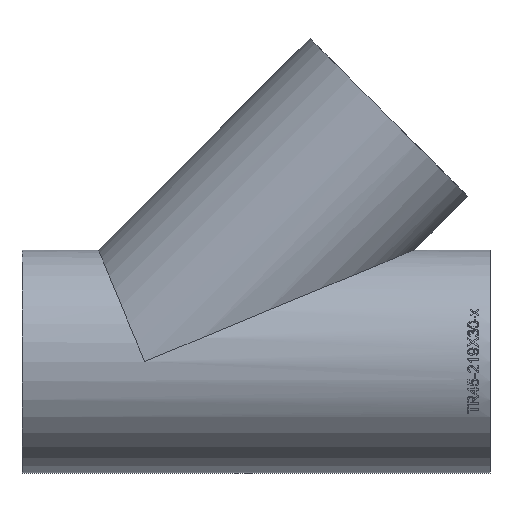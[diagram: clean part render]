
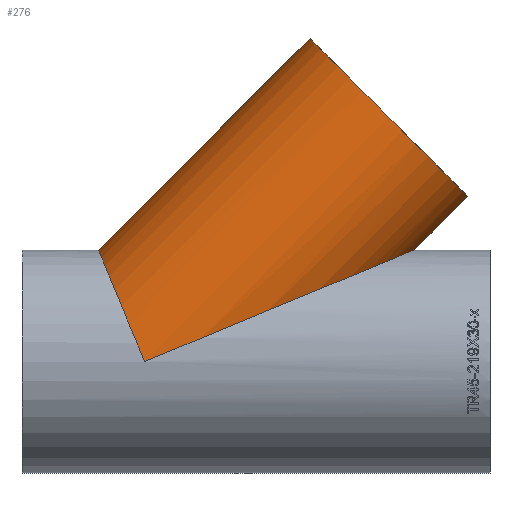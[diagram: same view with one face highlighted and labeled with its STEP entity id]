
A CAD part, top view. The second image highlights one B-rep face of the part: STEP entity #276.
In plain terms, the highlighted cylindrical face has radius 109.55 mm (diameter 219.1 mm), a full revolution.
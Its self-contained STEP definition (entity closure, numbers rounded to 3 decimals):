
#276 = ADVANCED_FACE ( 'NONE', ( #7362, #393 ), #3878, .T. ) ;
#393 = FACE_OUTER_BOUND ( 'NONE', #14688, .T. ) ;
#910 = CARTESIAN_POINT ( 'NONE',  ( 419.477, 219.1, 109.55 ) ) ;
#990 = CARTESIAN_POINT ( 'NONE',  ( 419.477, 219.1, -109.55 ) ) ;
#997 =( BOUNDED_CURVE ( )  B_SPLINE_CURVE ( 3, ( #4820, #990, #910, #2693 ),
 .UNSPECIFIED., .F., .F. ) 
 B_SPLINE_CURVE_WITH_KNOTS ( ( 4, 4 ),
 ( 1.571, 4.712 ),
 .UNSPECIFIED. ) 
 CURVE ( )  GEOMETRIC_REPRESENTATION_ITEM ( )  RATIONAL_B_SPLINE_CURVE ( ( 1., 0.333, 0.333, 1. ) ) 
 REPRESENTATION_ITEM ( '' )  );
#1119 = ORIENTED_EDGE ( 'NONE', *, *, #5995, .F. ) ;
#2693 = CARTESIAN_POINT ( 'NONE',  ( -109.477, 0., 109.55 ) ) ;
#2735 = CARTESIAN_POINT ( 'NONE',  ( -109.477, 0., 109.55 ) ) ;
#2969 = AXIS2_PLACEMENT_3D ( 'NONE', #20495, #18352, #12600 ) ;
#3874 = VERTEX_POINT ( 'NONE', #13419 ) ;
#3878 = CYLINDRICAL_SURFACE ( 'NONE', #23209, 109.55 ) ;
#4338 = ORIENTED_EDGE ( 'NONE', *, *, #18495, .F. ) ;
#4820 = CARTESIAN_POINT ( 'NONE',  ( -109.477, 0., -109.55 ) ) ;
#5995 = EDGE_CURVE ( 'NONE', #22074, #22074, #17439, .T. ) ;
#7355 = VERTEX_POINT ( 'NONE', #11844 ) ;
#7362 = FACE_OUTER_BOUND ( 'NONE', #12237, .T. ) ;
#11361 = CARTESIAN_POINT ( 'NONE',  ( -109.477, 0., -109.55 ) ) ;
#11844 = CARTESIAN_POINT ( 'NONE',  ( -109.477, 0., 109.55 ) ) ;
#12237 = EDGE_LOOP ( 'NONE', ( #4338, #13044 ) ) ;
#12600 = DIRECTION ( 'NONE',  ( -0.707, 0.707, 0. ) ) ;
#13044 = ORIENTED_EDGE ( 'NONE', *, *, #16455, .F. ) ;
#13419 = CARTESIAN_POINT ( 'NONE',  ( -109.477, 0., -109.55 ) ) ;
#14688 = EDGE_LOOP ( 'NONE', ( #1119 ) ) ;
#16455 = EDGE_CURVE ( 'NONE', #7355, #3874, #16567, .T. ) ;
#16567 =( BOUNDED_CURVE ( )  B_SPLINE_CURVE ( 3, ( #2735, #18884, #21277, #11361 ),
 .UNSPECIFIED., .F., .T. ) 
 B_SPLINE_CURVE_WITH_KNOTS ( ( 4, 4 ),
 ( 4.712, 7.854 ),
 .UNSPECIFIED. ) 
 CURVE ( )  GEOMETRIC_REPRESENTATION_ITEM ( )  RATIONAL_B_SPLINE_CURVE ( ( 1., 0.333, 0.333, 1. ) ) 
 REPRESENTATION_ITEM ( '' )  );
#17020 = DIRECTION ( 'NONE',  ( 0.707, 0.707, 0. ) ) ;
#17439 = CIRCLE ( 'NONE', #2969, 109.55 ) ;
#17669 = CARTESIAN_POINT ( 'NONE',  ( 53.106, 317.51, 0. ) ) ;
#18352 = DIRECTION ( 'NONE',  ( 0.707, 0.707, 0. ) ) ;
#18495 = EDGE_CURVE ( 'NONE', #3874, #7355, #997, .T. ) ;
#18884 = CARTESIAN_POINT ( 'NONE',  ( -200.231, 219.1, 109.55 ) ) ;
#19213 = CARTESIAN_POINT ( 'NONE',  ( 130.569, 240.047, 0. ) ) ;
#20495 = CARTESIAN_POINT ( 'NONE',  ( 130.569, 240.047, 0. ) ) ;
#21277 = CARTESIAN_POINT ( 'NONE',  ( -200.231, 219.1, -109.55 ) ) ;
#22074 = VERTEX_POINT ( 'NONE', #17669 ) ;
#23209 = AXIS2_PLACEMENT_3D ( 'NONE', #19213, #17020, #25209 ) ;
#25209 = DIRECTION ( 'NONE',  ( -0.707, 0.707, 0. ) ) ;
